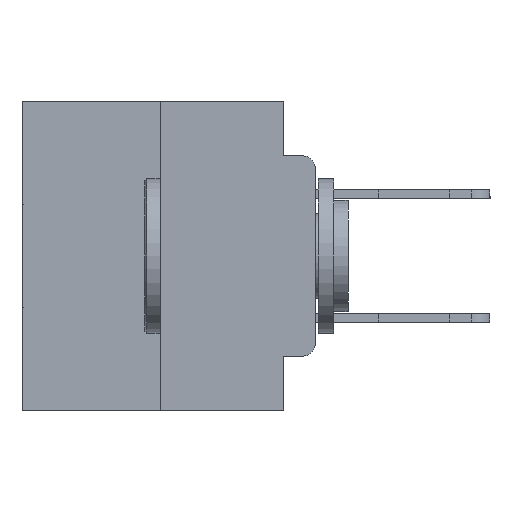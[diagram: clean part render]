
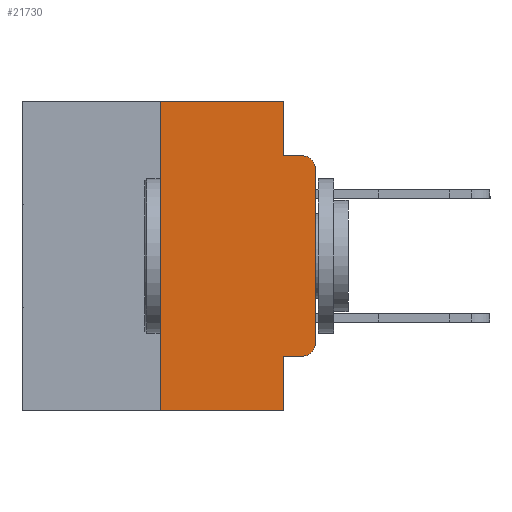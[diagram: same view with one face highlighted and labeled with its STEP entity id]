
A CAD part, left-side view. The second image highlights one B-rep face of the part: STEP entity #21730.
In plain terms, the highlighted planar face has unit normal (-1, 0, 0).
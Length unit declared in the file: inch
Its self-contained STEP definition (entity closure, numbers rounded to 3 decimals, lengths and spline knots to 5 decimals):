
#200 = DIRECTION ( 'NONE',  ( 0., -1., 0. ) ) ;
#396 = CARTESIAN_POINT ( 'NONE',  ( 0., 0.25, 0. ) ) ;
#709 = CARTESIAN_POINT ( 'NONE',  ( 0., 0.25, -0.5 ) ) ;
#791 = CARTESIAN_POINT ( 'NONE',  ( 0., 0.02, -0.0885 ) ) ;
#798 = ORIENTED_EDGE ( 'NONE', *, *, #26685, .T. ) ;
#855 = EDGE_CURVE ( 'NONE', #20631, #20922, #12711, .T. ) ;
#1176 = VECTOR ( 'NONE', #22400, 39.37008 ) ;
#1484 = VERTEX_POINT ( 'NONE', #2177 ) ;
#1637 = VECTOR ( 'NONE', #28439, 39.37008 ) ;
#1673 = VERTEX_POINT ( 'NONE', #709 ) ;
#1865 = LINE ( 'NONE', #20201, #1176 ) ;
#2177 = CARTESIAN_POINT ( 'NONE',  ( 0., 0., -0.1085 ) ) ;
#2425 = EDGE_CURVE ( 'NONE', #13451, #16158, #8436, .T. ) ;
#3846 = CARTESIAN_POINT ( 'NONE',  ( 0., 0.051, 0. ) ) ;
#3908 = CARTESIAN_POINT ( 'NONE',  ( 0., 0.051, -0.0885 ) ) ;
#4437 = CARTESIAN_POINT ( 'NONE',  ( 0., 0.051, 0. ) ) ;
#4636 = DIRECTION ( 'NONE',  ( -1., 0., 0. ) ) ;
#4779 = CIRCLE ( 'NONE', #12091, 0.02 ) ;
#4781 = LINE ( 'NONE', #27206, #10083 ) ;
#5464 = VECTOR ( 'NONE', #200, 39.37008 ) ;
#6165 = AXIS2_PLACEMENT_3D ( 'NONE', #25315, #23198, #10010 ) ;
#6491 = CARTESIAN_POINT ( 'NONE',  ( 0., 0.051, -0.0885 ) ) ;
#6761 = VECTOR ( 'NONE', #15920, 39.37008 ) ;
#6838 = CARTESIAN_POINT ( 'NONE',  ( 0., 0.473, 0. ) ) ;
#6949 = CARTESIAN_POINT ( 'NONE',  ( 0., 0.051, -0.4115 ) ) ;
#7328 = VECTOR ( 'NONE', #17284, 39.37008 ) ;
#7783 = PLANE ( 'NONE',  #6165 ) ;
#7851 = VERTEX_POINT ( 'NONE', #25312 ) ;
#8250 = EDGE_CURVE ( 'NONE', #1673, #20922, #20387, .T. ) ;
#8426 = EDGE_CURVE ( 'NONE', #1673, #13451, #4781, .T. ) ;
#8436 = LINE ( 'NONE', #6838, #5464 ) ;
#9003 = LINE ( 'NONE', #4437, #13531 ) ;
#9877 = ORIENTED_EDGE ( 'NONE', *, *, #17357, .T. ) ;
#9937 = EDGE_CURVE ( 'NONE', #16158, #10512, #9003, .T. ) ;
#10010 = DIRECTION ( 'NONE',  ( 0., 0., -1. ) ) ;
#10083 = VECTOR ( 'NONE', #16303, 39.37008 ) ;
#10512 = VERTEX_POINT ( 'NONE', #6491 ) ;
#10650 = ORIENTED_EDGE ( 'NONE', *, *, #8426, .F. ) ;
#12091 = AXIS2_PLACEMENT_3D ( 'NONE', #12413, #27789, #14681 ) ;
#12413 = CARTESIAN_POINT ( 'NONE',  ( 0., 0.02, -0.1085 ) ) ;
#12711 = LINE ( 'NONE', #3846, #6761 ) ;
#13451 = VERTEX_POINT ( 'NONE', #396 ) ;
#13531 = VECTOR ( 'NONE', #22177, 39.37008 ) ;
#14310 = LINE ( 'NONE', #24024, #1637 ) ;
#14432 = EDGE_CURVE ( 'NONE', #10512, #25404, #19116, .T. ) ;
#14581 = VERTEX_POINT ( 'NONE', #28652 ) ;
#14681 = DIRECTION ( 'NONE',  ( 0., 0., -1. ) ) ;
#15619 = FACE_OUTER_BOUND ( 'NONE', #23183, .T. ) ;
#15920 = DIRECTION ( 'NONE',  ( 0., 0., -1. ) ) ;
#16158 = VERTEX_POINT ( 'NONE', #25643 ) ;
#16303 = DIRECTION ( 'NONE',  ( 0., 0., 1. ) ) ;
#17163 = ORIENTED_EDGE ( 'NONE', *, *, #9937, .F. ) ;
#17284 = DIRECTION ( 'NONE',  ( 0., -1., 0. ) ) ;
#17357 = EDGE_CURVE ( 'NONE', #1484, #25404, #4779, .T. ) ;
#17930 = ORIENTED_EDGE ( 'NONE', *, *, #855, .F. ) ;
#17994 = CARTESIAN_POINT ( 'NONE',  ( 0., 0.02, -0.3915 ) ) ;
#18820 = EDGE_CURVE ( 'NONE', #14581, #1484, #1865, .T. ) ;
#19116 = LINE ( 'NONE', #3908, #7328 ) ;
#19281 = ORIENTED_EDGE ( 'NONE', *, *, #25232, .T. ) ;
#19681 = VECTOR ( 'NONE', #22203, 39.37008 ) ;
#20179 = DIRECTION ( 'NONE',  ( 0., 0., -1. ) ) ;
#20201 = CARTESIAN_POINT ( 'NONE',  ( 0., 0., 0. ) ) ;
#20387 = LINE ( 'NONE', #28744, #19681 ) ;
#20631 = VERTEX_POINT ( 'NONE', #6949 ) ;
#20909 = ORIENTED_EDGE ( 'NONE', *, *, #18820, .T. ) ;
#20922 = VERTEX_POINT ( 'NONE', #22463 ) ;
#21730 = ADVANCED_FACE ( 'NONE', ( #15619 ), #7783, .F. ) ;
#22177 = DIRECTION ( 'NONE',  ( 0., 0., -1. ) ) ;
#22203 = DIRECTION ( 'NONE',  ( 0., -1., 0. ) ) ;
#22400 = DIRECTION ( 'NONE',  ( 0., 0., 1. ) ) ;
#22463 = CARTESIAN_POINT ( 'NONE',  ( 0., 0.051, -0.5 ) ) ;
#23183 = EDGE_LOOP ( 'NONE', ( #20909, #9877, #28105, #17163, #27523, #10650, #28197, #17930, #798, #19281 ) ) ;
#23198 = DIRECTION ( 'NONE',  ( 1., 0., 0. ) ) ;
#23238 = CIRCLE ( 'NONE', #26332, 0.02 ) ;
#24024 = CARTESIAN_POINT ( 'NONE',  ( 0., 0.051, -0.4115 ) ) ;
#25232 = EDGE_CURVE ( 'NONE', #7851, #14581, #23238, .T. ) ;
#25312 = CARTESIAN_POINT ( 'NONE',  ( 0., 0.02, -0.4115 ) ) ;
#25315 = CARTESIAN_POINT ( 'NONE',  ( 0., 0.473, 0. ) ) ;
#25404 = VERTEX_POINT ( 'NONE', #791 ) ;
#25643 = CARTESIAN_POINT ( 'NONE',  ( 0., 0.051, 0. ) ) ;
#26332 = AXIS2_PLACEMENT_3D ( 'NONE', #17994, #4636, #20179 ) ;
#26685 = EDGE_CURVE ( 'NONE', #20631, #7851, #14310, .T. ) ;
#27206 = CARTESIAN_POINT ( 'NONE',  ( 0., 0.25, 0. ) ) ;
#27523 = ORIENTED_EDGE ( 'NONE', *, *, #2425, .F. ) ;
#27789 = DIRECTION ( 'NONE',  ( -1., 0., 0. ) ) ;
#28105 = ORIENTED_EDGE ( 'NONE', *, *, #14432, .F. ) ;
#28197 = ORIENTED_EDGE ( 'NONE', *, *, #8250, .T. ) ;
#28439 = DIRECTION ( 'NONE',  ( 0., -1., 0. ) ) ;
#28652 = CARTESIAN_POINT ( 'NONE',  ( 0., 0., -0.3915 ) ) ;
#28744 = CARTESIAN_POINT ( 'NONE',  ( 0., 0.473, -0.5 ) ) ;
